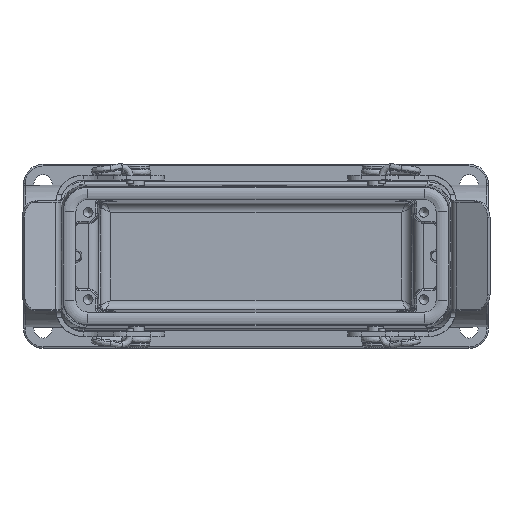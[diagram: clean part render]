
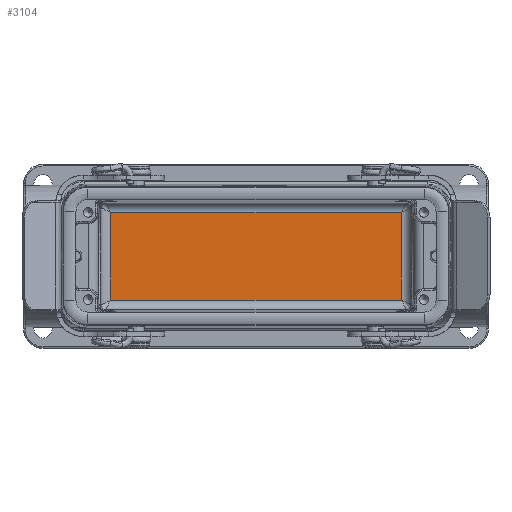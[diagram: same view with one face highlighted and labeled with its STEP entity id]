
A CAD part, top view. The second image highlights one B-rep face of the part: STEP entity #3104.
In plain terms, the highlighted planar face has unit normal (0, 0, 1).
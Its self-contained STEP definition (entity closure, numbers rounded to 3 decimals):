
#2666=PLANE('',#16522);
#3104=ADVANCED_FACE('',(#3825),#2666,.F.);
#3825=FACE_OUTER_BOUND('',#4387,.T.);
#4387=EDGE_LOOP('',(#6787,#6788,#6789,#6790));
#6787=ORIENTED_EDGE('',*,*,#9578,.T.);
#6788=ORIENTED_EDGE('',*,*,#9579,.T.);
#6789=ORIENTED_EDGE('',*,*,#9580,.T.);
#6790=ORIENTED_EDGE('',*,*,#9581,.T.);
#8273=VERTEX_POINT('',#29738);
#8274=VERTEX_POINT('',#29739);
#8275=VERTEX_POINT('',#29741);
#8276=VERTEX_POINT('',#29743);
#9578=EDGE_CURVE('',#8273,#8274,#13280,.T.);
#9579=EDGE_CURVE('',#8274,#8275,#13281,.T.);
#9580=EDGE_CURVE('',#8275,#8276,#13282,.T.);
#9581=EDGE_CURVE('',#8276,#8273,#13283,.T.);
#13280=LINE('',#29737,#14140);
#13281=LINE('',#29740,#14141);
#13282=LINE('',#29742,#14142);
#13283=LINE('',#29744,#14143);
#14140=VECTOR('',#18860,1.);
#14141=VECTOR('',#18861,1.);
#14142=VECTOR('',#18862,1.);
#14143=VECTOR('',#18863,1.);
#16522=AXIS2_PLACEMENT_3D('',#29745,#18864,#18865);
#18860=DIRECTION('',(1.,0.,0.));
#18861=DIRECTION('',(0.,1.,0.));
#18862=DIRECTION('',(-1.,0.,0.));
#18863=DIRECTION('',(0.,-1.,0.));
#18864=DIRECTION('',(0.,0.,-1.));
#18865=DIRECTION('',(-1.,0.,0.));
#29737=CARTESIAN_POINT('',(-46.5,-13.567,-65.25));
#29738=CARTESIAN_POINT('',(-45.056,-13.567,-65.25));
#29739=CARTESIAN_POINT('',(45.056,-13.567,-65.25));
#29740=CARTESIAN_POINT('',(45.056,17.75,-65.25));
#29741=CARTESIAN_POINT('',(45.056,13.567,-65.25));
#29742=CARTESIAN_POINT('',(-48.,13.567,-65.25));
#29743=CARTESIAN_POINT('',(-45.056,13.567,-65.25));
#29744=CARTESIAN_POINT('',(-45.056,17.75,-65.25));
#29745=CARTESIAN_POINT('',(-48.,17.75,-65.25));
